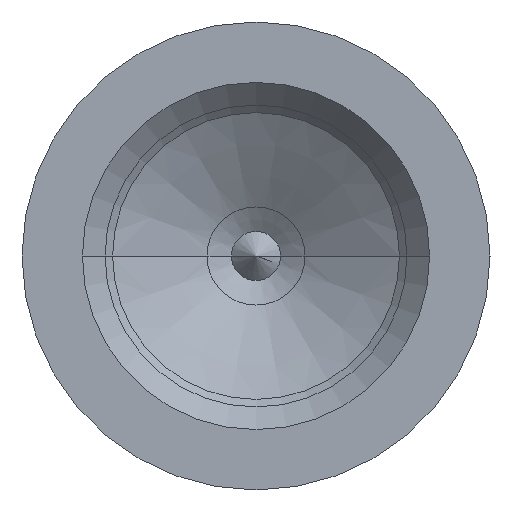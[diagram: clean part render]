
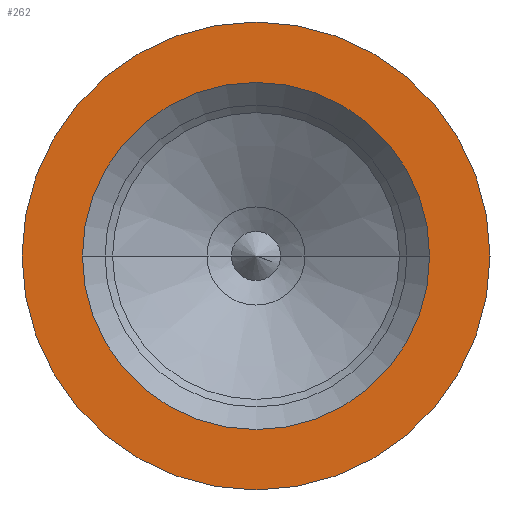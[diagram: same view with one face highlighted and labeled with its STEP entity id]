
A CAD part, left-side view. The second image highlights one B-rep face of the part: STEP entity #262.
In plain terms, the highlighted planar face has unit normal (-1, 0, 0).
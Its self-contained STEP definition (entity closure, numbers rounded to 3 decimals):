
#1=CARTESIAN_POINT('',(-60.,0.,0.));
#2=DIRECTION('',(-1.,0.,0.));
#3=DIRECTION('',(0.,1.,0.));
#4=AXIS2_PLACEMENT_3D('',#1,#2,#3);
#6=CARTESIAN_POINT('',(-60.,0.,0.));
#7=DIRECTION('',(1.,0.,0.));
#8=DIRECTION('',(0.,1.,0.));
#9=AXIS2_PLACEMENT_3D('',#6,#7,#8);
#11=CARTESIAN_POINT('',(-60.,0.,0.));
#12=DIRECTION('',(-1.,0.,0.));
#13=DIRECTION('',(0.,1.,0.));
#14=AXIS2_PLACEMENT_3D('',#11,#12,#13);
#16=CARTESIAN_POINT('',(-60.,0.,0.));
#17=DIRECTION('',(-1.,0.,0.));
#18=DIRECTION('',(0.,-1.,0.));
#19=AXIS2_PLACEMENT_3D('',#16,#17,#18);
#195=CARTESIAN_POINT('',(-60.,15.5,0.));
#196=CARTESIAN_POINT('',(-60.,-15.5,0.));
#197=VERTEX_POINT('',#195);
#198=VERTEX_POINT('',#196);
#219=CARTESIAN_POINT('',(-60.,11.5,0.));
#220=CARTESIAN_POINT('',(-60.,-11.5,0.));
#221=VERTEX_POINT('',#219);
#222=VERTEX_POINT('',#220);
#245=CARTESIAN_POINT('',(-60.,0.,0.));
#246=DIRECTION('',(1.,0.,0.));
#247=DIRECTION('',(0.,-1.,0.));
#248=AXIS2_PLACEMENT_3D('',#245,#246,#247);
#249=PLANE('',#248);
#251=ORIENTED_EDGE('',*,*,#250,.F.);
#253=ORIENTED_EDGE('',*,*,#252,.T.);
#254=EDGE_LOOP('',(#251,#253));
#255=FACE_OUTER_BOUND('',#254,.F.);
#257=ORIENTED_EDGE('',*,*,#256,.T.);
#259=ORIENTED_EDGE('',*,*,#258,.T.);
#260=EDGE_LOOP('',(#257,#259));
#261=FACE_BOUND('',#260,.F.);
#262=ADVANCED_FACE('',(#255,#261),#249,.F.);
#5=CIRCLE('',#4,15.5);
#10=CIRCLE('',#9,15.5);
#15=CIRCLE('',#14,11.5);
#20=CIRCLE('',#19,11.5);
#250=EDGE_CURVE('',#197,#198,#5,.T.);
#252=EDGE_CURVE('',#197,#198,#10,.T.);
#256=EDGE_CURVE('',#221,#222,#15,.T.);
#258=EDGE_CURVE('',#222,#221,#20,.T.);
